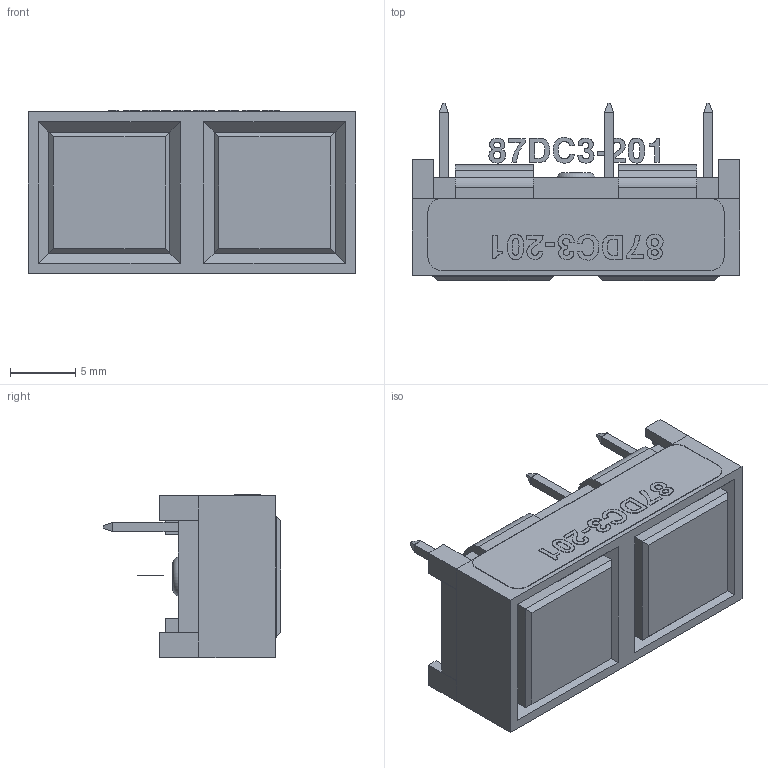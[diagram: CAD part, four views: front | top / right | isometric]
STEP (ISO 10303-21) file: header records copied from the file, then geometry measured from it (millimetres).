
FILE_DESCRIPTION(('FreeCAD Model'),'2;1');
FILE_NAME('./87-DC3-201_simple.stp','2020-05-17T22:58:05',(''),(''), 'Open CASCADE STEP processor 7.3','FreeCAD','Unknown');
FILE_SCHEMA(('AUTOMOTIVE_DESIGN { 1 0 10303 214 1 1 1 1 }'));
Length unit declared in the file: millimetre
Products named in the file (12): Grayhill_87DC3-201; 87DC3-201Body; ButtonLeftBody; ButtonRightBody; PCBBody; COMMON-Brass_pin-5.75mm; BTN_A-Brass_pin-5.75mm; BTN_B-Brass_pin-5.75mm; LabelBody; Sketch016; LabelTextShapeString; LabelTextExtrude
Assembly tree (11 placements, depth 2):
  Grayhill_87DC3-201
    87DC3-201Body
    ButtonLeftBody
    ButtonRightBody
    PCBBody
    COMMON-Brass_pin-5.75mm
    BTN_A-Brass_pin-5.75mm
    BTN_B-Brass_pin-5.75mm
    LabelBody
    Sketch016
    LabelTextShapeString
    LabelTextExtrude
Bounding box: 25.15 x 13.65 x 12.54 mm (x, y, z)
Volume: 2468 mm3; surface area: 2917.2 mm2
Topology: 17 solids, 26 shells, 372 faces, 1085 edges, 767 vertices
Faces by surface type: plane 231, extrusion 127, cylinder 13, torus 1
Full cylindrical faces by diameter (mm): 3 x1
Entity records: 26972 total; most frequent: CARTESIAN_POINT 6144, DIRECTION 2934, VECTOR 2346, LINE 2219, ORIENTED_EDGE 1994, PCURVE 1994, DEFINITIONAL_REPRESENTATION 1994, EDGE_CURVE 1077
